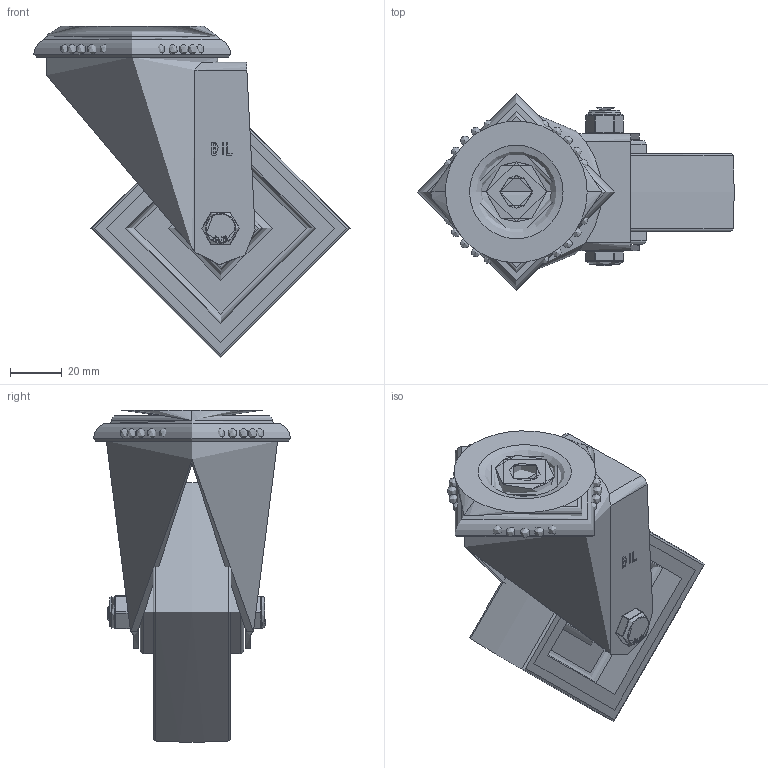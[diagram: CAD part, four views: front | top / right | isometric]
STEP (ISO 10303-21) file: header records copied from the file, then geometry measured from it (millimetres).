
FILE_DESCRIPTION(/* description */ (''),/* implementation_level */ '2;1');
FILE_NAME(/* name */ 'SSMM100NPBH12.step',/* time_stamp */ '2025-06-04T14:09:00+01:00',/* author */ (''),/* organization */ (''),/* preprocessor_version */ 'ST-DEVELOPER v20.1',/* originating_system */ 'Autodesk Translation Framework v14.10.0.0',/* authorisation */ '');
FILE_SCHEMA (('AUTOMOTIVE_DESIGN { 1 0 10303 214 3 1 1 }'));
Length unit declared in the file: millimetre
Products named in the file (18): SSMM100NPBH12; SSMM100ASBH12 v1; GRADE 304 STAINLESS STEEL TOP PLATE; GRADE 304 STAINLESS STEEL TOP PLATE Geometry; Pattern; Component1; GRADE 304 STAINLESS STEEL FORKS; BZMM100WNP v1; POLYURETHANE TYRE; NYLON RIM; TUBEM12X40SS v1; STAINLESS STEEL TUBE; HEXBOLTM8X55A2 v2; GRADE A2 304 STAINLESS STEEL  BOLT; NYLOCM8A2 v1; STAINLESS STEEL NYLOC NUT; NUT; RUBBER
Assembly tree (48 placements, depth 5):
  SSMM100NPBH12
    SSMM100ASBH12 v1
      GRADE 304 STAINLESS STEEL TOP PLATE
        GRADE 304 STAINLESS STEEL TOP PLATE Geometry
        Pattern
          Component1  x32
      GRADE 304 STAINLESS STEEL FORKS
    BZMM100WNP v1
      POLYURETHANE TYRE
      NYLON RIM
    TUBEM12X40SS v1
      STAINLESS STEEL TUBE
    HEXBOLTM8X55A2 v2
      GRADE A2 304 STAINLESS STEEL  BOLT
    NYLOCM8A2 v1
      STAINLESS STEEL NYLOC NUT
        NUT
        RUBBER
Bounding box: 122 x 76 x 127.95 mm (x, y, z)
Volume: 202235.1 mm3; surface area: 100271.6 mm2
Topology: 40 solids, 40 shells, 378 faces, 914 edges, 571 vertices
Faces by surface type: cylinder 109, plane 106, bspline 68, sphere 56, torus 28, cone 11
Full cylindrical faces by diameter (mm): 6.446 x7, 7.866 x13, 8 x3, 8.1 x2, 8.5 x1, 8.6 x2, 11.5 x1, 11.9 x1, 12.1 x1, 12.2 x2, 15 x2, 20 x1, 23.5 x2, 26 x2, 30 x1, 32 x2, 32.5 x1, 62 x1, 66 x1, 88 x2
Entity records: 24770 total; most frequent: CARTESIAN_POINT 16588, ORIENTED_EDGE 1626, DIRECTION 1505, EDGE_CURVE 813, AXIS2_PLACEMENT_3D 584, VERTEX_POINT 509, EDGE_LOOP 390, FACE_OUTER_BOUND 347
